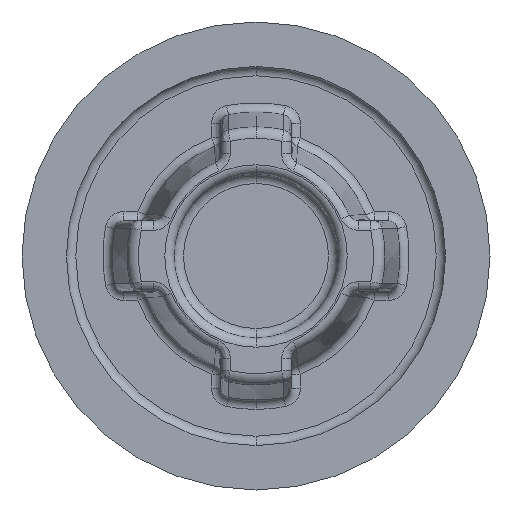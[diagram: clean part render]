
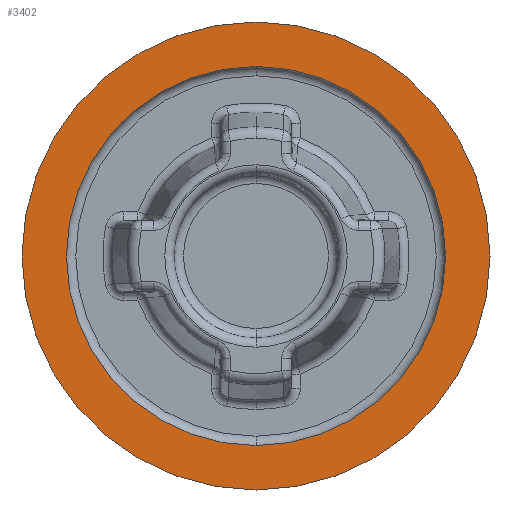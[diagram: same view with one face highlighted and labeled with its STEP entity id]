
A CAD part, front view. The second image highlights one B-rep face of the part: STEP entity #3402.
In plain terms, the highlighted planar face has unit normal (0, -1, 0).
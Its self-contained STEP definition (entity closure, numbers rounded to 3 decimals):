
#3 = EDGE_CURVE ( 'NONE', #2633, #1157, #2713, .T. ) ;
#71 = CARTESIAN_POINT ( 'NONE',  ( 0., 5., 0. ) ) ;
#141 = ORIENTED_EDGE ( 'NONE', *, *, #4600, .F. ) ;
#367 = AXIS2_PLACEMENT_3D ( 'NONE', #2050, #4550, #2415 ) ;
#373 = DIRECTION ( 'NONE',  ( 0., -1., 0. ) ) ;
#411 = DIRECTION ( 'NONE',  ( 0., 0., 1. ) ) ;
#415 = AXIS2_PLACEMENT_3D ( 'NONE', #1784, #2554, #411 ) ;
#417 = DIRECTION ( 'NONE',  ( 0., 0., -1. ) ) ;
#514 = AXIS2_PLACEMENT_3D ( 'NONE', #3410, #1260, #3779 ) ;
#526 = CARTESIAN_POINT ( 'NONE',  ( 0., 5., -5. ) ) ;
#817 = CIRCLE ( 'NONE', #514, 5. ) ;
#1053 = CARTESIAN_POINT ( 'NONE',  ( 0., 5., -4.05 ) ) ;
#1140 = VERTEX_POINT ( 'NONE', #1053 ) ;
#1157 = VERTEX_POINT ( 'NONE', #2867 ) ;
#1242 = FACE_BOUND ( 'NONE', #3607, .T. ) ;
#1260 = DIRECTION ( 'NONE',  ( 0., -1., 0. ) ) ;
#1317 = AXIS2_PLACEMENT_3D ( 'NONE', #71, #2567, #417 ) ;
#1784 = CARTESIAN_POINT ( 'NONE',  ( -2.5, 5., 0. ) ) ;
#2050 = CARTESIAN_POINT ( 'NONE',  ( 0., 5., 0. ) ) ;
#2145 = EDGE_CURVE ( 'NONE', #1157, #2633, #817, .T. ) ;
#2241 = VERTEX_POINT ( 'NONE', #2376 ) ;
#2376 = CARTESIAN_POINT ( 'NONE',  ( 0., 5., 4.05 ) ) ;
#2415 = DIRECTION ( 'NONE',  ( 0., 0., -1. ) ) ;
#2441 = ORIENTED_EDGE ( 'NONE', *, *, #3, .T. ) ;
#2513 = CARTESIAN_POINT ( 'NONE',  ( 0., 5., 0. ) ) ;
#2554 = DIRECTION ( 'NONE',  ( 0., 1., 0. ) ) ;
#2567 = DIRECTION ( 'NONE',  ( 0., -1., 0. ) ) ;
#2633 = VERTEX_POINT ( 'NONE', #526 ) ;
#2713 = CIRCLE ( 'NONE', #367, 5. ) ;
#2867 = CARTESIAN_POINT ( 'NONE',  ( 0., 5., 5. ) ) ;
#2874 = DIRECTION ( 'NONE',  ( 0., 0., -1. ) ) ;
#3049 = FACE_OUTER_BOUND ( 'NONE', #3740, .T. ) ;
#3236 = ORIENTED_EDGE ( 'NONE', *, *, #4056, .F. ) ;
#3402 = ADVANCED_FACE ( 'NONE', ( #1242, #3049 ), #3988, .F. ) ;
#3410 = CARTESIAN_POINT ( 'NONE',  ( 0., 5., 0. ) ) ;
#3553 = CIRCLE ( 'NONE', #3798, 4.05 ) ;
#3607 = EDGE_LOOP ( 'NONE', ( #3236, #141 ) ) ;
#3740 = EDGE_LOOP ( 'NONE', ( #2441, #4413 ) ) ;
#3779 = DIRECTION ( 'NONE',  ( 0., 0., -1. ) ) ;
#3798 = AXIS2_PLACEMENT_3D ( 'NONE', #2513, #373, #2874 ) ;
#3988 = PLANE ( 'NONE',  #415 ) ;
#4056 = EDGE_CURVE ( 'NONE', #1140, #2241, #4616, .T. ) ;
#4413 = ORIENTED_EDGE ( 'NONE', *, *, #2145, .T. ) ;
#4550 = DIRECTION ( 'NONE',  ( 0., -1., 0. ) ) ;
#4600 = EDGE_CURVE ( 'NONE', #2241, #1140, #3553, .T. ) ;
#4616 = CIRCLE ( 'NONE', #1317, 4.05 ) ;
